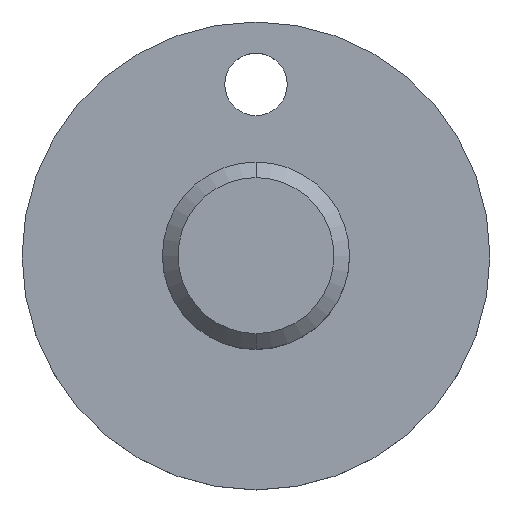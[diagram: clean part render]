
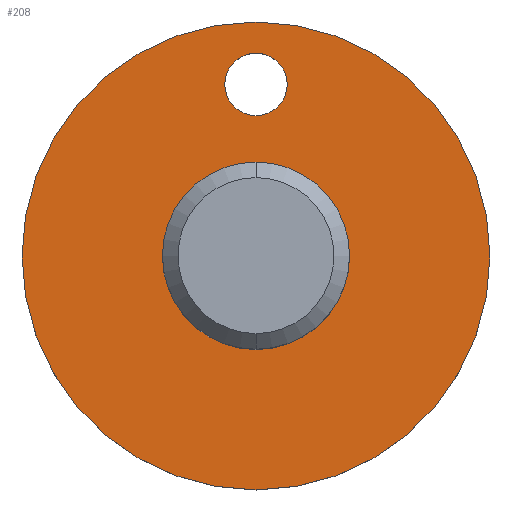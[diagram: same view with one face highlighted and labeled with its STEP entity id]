
A CAD part, top view. The second image highlights one B-rep face of the part: STEP entity #208.
In plain terms, the highlighted planar face has unit normal (0, 0, 1).
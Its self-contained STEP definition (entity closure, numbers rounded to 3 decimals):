
#35 = EDGE_LOOP ( 'NONE', ( #311, #57 ) ) ;
#42 = CARTESIAN_POINT ( 'NONE',  ( 0., 15., 0. ) ) ;
#51 = VERTEX_POINT ( 'NONE', #188 ) ;
#57 = ORIENTED_EDGE ( 'NONE', *, *, #242, .T. ) ;
#63 = CIRCLE ( 'NONE', #464, 6. ) ;
#72 = VERTEX_POINT ( 'NONE', #381 ) ;
#81 = CARTESIAN_POINT ( 'NONE',  ( 0., 11., 0. ) ) ;
#85 = EDGE_CURVE ( 'NONE', #72, #424, #452, .T. ) ;
#92 = DIRECTION ( 'NONE',  ( 0., 0., -1. ) ) ;
#94 = EDGE_LOOP ( 'NONE', ( #225, #376 ) ) ;
#106 = EDGE_CURVE ( 'NONE', #424, #72, #63, .T. ) ;
#134 = DIRECTION ( 'NONE',  ( 0., 0., -1. ) ) ;
#136 = CIRCLE ( 'NONE', #160, 2. ) ;
#141 = FACE_BOUND ( 'NONE', #35, .T. ) ;
#144 = EDGE_CURVE ( 'NONE', #294, #51, #329, .T. ) ;
#147 = CARTESIAN_POINT ( 'NONE',  ( 0., 0., 0. ) ) ;
#158 = DIRECTION ( 'NONE',  ( 1., 0., 0. ) ) ;
#160 = AXIS2_PLACEMENT_3D ( 'NONE', #81, #92, #262 ) ;
#163 = CIRCLE ( 'NONE', #318, 15. ) ;
#167 = AXIS2_PLACEMENT_3D ( 'NONE', #419, #245, #207 ) ;
#176 = DIRECTION ( 'NONE',  ( 0., 0., -1. ) ) ;
#188 = CARTESIAN_POINT ( 'NONE',  ( 0., -15., 0. ) ) ;
#195 = EDGE_LOOP ( 'NONE', ( #356, #410 ) ) ;
#196 = DIRECTION ( 'NONE',  ( 0., 0., -1. ) ) ;
#199 = CARTESIAN_POINT ( 'NONE',  ( 0., 0., 0. ) ) ;
#207 = DIRECTION ( 'NONE',  ( 0., -1., 0. ) ) ;
#208 = ADVANCED_FACE ( 'NONE', ( #141, #277, #301 ), #215, .T. ) ;
#215 = PLANE ( 'NONE',  #430 ) ;
#217 = CARTESIAN_POINT ( 'NONE',  ( -6., 0., 0. ) ) ;
#225 = ORIENTED_EDGE ( 'NONE', *, *, #386, .T. ) ;
#228 = CIRCLE ( 'NONE', #455, 2. ) ;
#242 = EDGE_CURVE ( 'NONE', #434, #404, #228, .T. ) ;
#245 = DIRECTION ( 'NONE',  ( 0., 0., 1. ) ) ;
#251 = DIRECTION ( 'NONE',  ( 0., 0., 1. ) ) ;
#262 = DIRECTION ( 'NONE',  ( 1., 0., 0. ) ) ;
#273 = DIRECTION ( 'NONE',  ( 1., 0., 0. ) ) ;
#277 = FACE_BOUND ( 'NONE', #195, .T. ) ;
#282 = CARTESIAN_POINT ( 'NONE',  ( 0., 11., 0. ) ) ;
#294 = VERTEX_POINT ( 'NONE', #42 ) ;
#296 = DIRECTION ( 'NONE',  ( 0., 0., 1. ) ) ;
#301 = FACE_OUTER_BOUND ( 'NONE', #94, .T. ) ;
#311 = ORIENTED_EDGE ( 'NONE', *, *, #396, .T. ) ;
#313 = DIRECTION ( 'NONE',  ( 1., 0., 0. ) ) ;
#318 = AXIS2_PLACEMENT_3D ( 'NONE', #147, #296, #371 ) ;
#327 = CARTESIAN_POINT ( 'NONE',  ( 2., 11., 0. ) ) ;
#329 = CIRCLE ( 'NONE', #167, 15. ) ;
#355 = DIRECTION ( 'NONE',  ( 1., 0., 0. ) ) ;
#356 = ORIENTED_EDGE ( 'NONE', *, *, #85, .T. ) ;
#358 = CARTESIAN_POINT ( 'NONE',  ( -15., -15., 0. ) ) ;
#367 = CARTESIAN_POINT ( 'NONE',  ( -2., 11., 0. ) ) ;
#371 = DIRECTION ( 'NONE',  ( 0., -1., 0. ) ) ;
#376 = ORIENTED_EDGE ( 'NONE', *, *, #144, .T. ) ;
#381 = CARTESIAN_POINT ( 'NONE',  ( 6., 0., 0. ) ) ;
#386 = EDGE_CURVE ( 'NONE', #51, #294, #163, .T. ) ;
#390 = AXIS2_PLACEMENT_3D ( 'NONE', #421, #196, #158 ) ;
#396 = EDGE_CURVE ( 'NONE', #404, #434, #136, .T. ) ;
#404 = VERTEX_POINT ( 'NONE', #327 ) ;
#410 = ORIENTED_EDGE ( 'NONE', *, *, #106, .T. ) ;
#419 = CARTESIAN_POINT ( 'NONE',  ( 0., 0., 0. ) ) ;
#421 = CARTESIAN_POINT ( 'NONE',  ( 0., 0., 0. ) ) ;
#424 = VERTEX_POINT ( 'NONE', #217 ) ;
#430 = AXIS2_PLACEMENT_3D ( 'NONE', #358, #251, #313 ) ;
#434 = VERTEX_POINT ( 'NONE', #367 ) ;
#452 = CIRCLE ( 'NONE', #390, 6. ) ;
#455 = AXIS2_PLACEMENT_3D ( 'NONE', #282, #176, #355 ) ;
#464 = AXIS2_PLACEMENT_3D ( 'NONE', #199, #134, #273 ) ;
